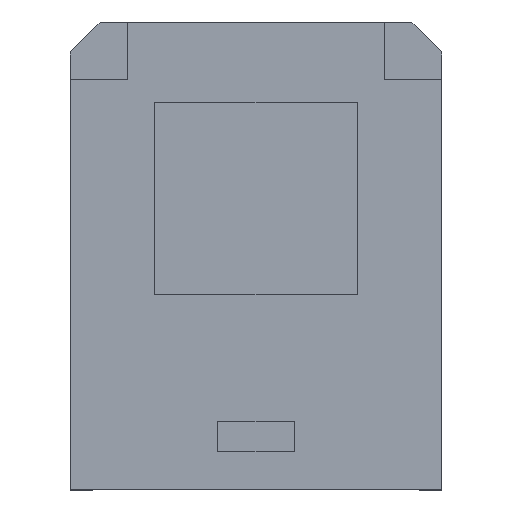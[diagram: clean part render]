
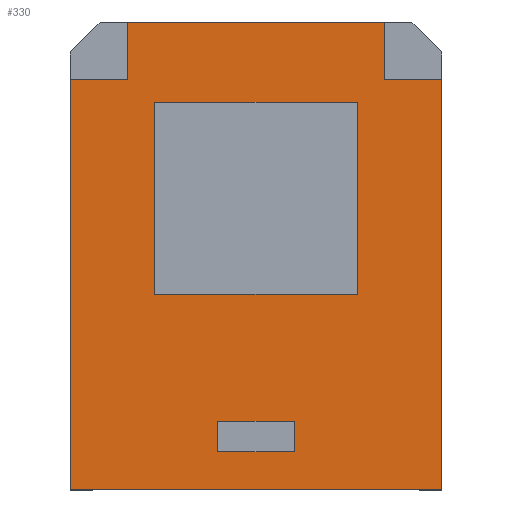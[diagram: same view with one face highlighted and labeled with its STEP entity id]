
A CAD part, top view. The second image highlights one B-rep face of the part: STEP entity #330.
In plain terms, the highlighted planar face has unit normal (0, 0, 1).
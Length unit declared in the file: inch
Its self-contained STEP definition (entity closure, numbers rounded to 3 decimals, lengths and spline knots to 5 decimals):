
#6 = ORIENTED_EDGE ( 'NONE', *, *, #515, .F. ) ;
#14 = CARTESIAN_POINT ( 'NONE',  ( -0.33268, -0.12598, 0.0125 ) ) ;
#44 = CARTESIAN_POINT ( 'NONE',  ( -0.61024, -0.76772, 0.0125 ) ) ;
#46 = VECTOR ( 'NONE', #903, 39.37008 ) ;
#48 = CARTESIAN_POINT ( 'NONE',  ( 0.33268, -0.12598, 0.0125 ) ) ;
#53 = CARTESIAN_POINT ( 'NONE',  ( -0.42274, 0.76772, 0.0125 ) ) ;
#55 = EDGE_LOOP ( 'NONE', ( #327, #371, #198, #6 ) ) ;
#60 = CARTESIAN_POINT ( 'NONE',  ( -0.33268, 0.50394, 0.0125 ) ) ;
#69 = DIRECTION ( 'NONE',  ( 0., -1., 0. ) ) ;
#78 = CARTESIAN_POINT ( 'NONE',  ( -0.61024, 0.76772, 0.0125 ) ) ;
#85 = VERTEX_POINT ( 'NONE', #1118 ) ;
#98 = EDGE_CURVE ( 'NONE', #545, #1286, #324, .T. ) ;
#99 = PLANE ( 'NONE',  #863 ) ;
#101 = ORIENTED_EDGE ( 'NONE', *, *, #689, .F. ) ;
#102 = CARTESIAN_POINT ( 'NONE',  ( 0.61024, 0.76772, 0.0125 ) ) ;
#110 = DIRECTION ( 'NONE',  ( -1., 0., 0. ) ) ;
#111 = VECTOR ( 'NONE', #647, 39.37008 ) ;
#113 = VECTOR ( 'NONE', #634, 39.37008 ) ;
#120 = VERTEX_POINT ( 'NONE', #53 ) ;
#128 = VERTEX_POINT ( 'NONE', #536 ) ;
#138 = VERTEX_POINT ( 'NONE', #646 ) ;
#143 = CARTESIAN_POINT ( 'NONE',  ( 0.61024, 0.58022, 0.0125 ) ) ;
#149 = EDGE_CURVE ( 'NONE', #504, #163, #638, .T. ) ;
#163 = VERTEX_POINT ( 'NONE', #1044 ) ;
#165 = CARTESIAN_POINT ( 'NONE',  ( 0.42274, 0.76772, 0.0125 ) ) ;
#173 = VECTOR ( 'NONE', #621, 39.37008 ) ;
#179 = LINE ( 'NONE', #78, #235 ) ;
#190 = VECTOR ( 'NONE', #1269, 39.37008 ) ;
#198 = ORIENTED_EDGE ( 'NONE', *, *, #1004, .F. ) ;
#209 = DIRECTION ( 'NONE',  ( 1., 0., 0. ) ) ;
#215 = VECTOR ( 'NONE', #348, 39.37008 ) ;
#227 = CARTESIAN_POINT ( 'NONE',  ( -0.33268, -0.12598, 0.0125 ) ) ;
#235 = VECTOR ( 'NONE', #69, 39.37008 ) ;
#236 = LINE ( 'NONE', #338, #1162 ) ;
#265 = DIRECTION ( 'NONE',  ( 0., -1., 0. ) ) ;
#273 = ORIENTED_EDGE ( 'NONE', *, *, #935, .F. ) ;
#279 = EDGE_CURVE ( 'NONE', #1132, #128, #759, .T. ) ;
#323 = EDGE_LOOP ( 'NONE', ( #273, #1204, #872, #552, #983, #995, #747, #403 ) ) ;
#324 = LINE ( 'NONE', #227, #173 ) ;
#327 = ORIENTED_EDGE ( 'NONE', *, *, #929, .F. ) ;
#330 = ADVANCED_FACE ( 'NONE', ( #828, #720, #997 ), #99, .T. ) ;
#335 = CARTESIAN_POINT ( 'NONE',  ( 0.61024, 0.58022, 0.0125 ) ) ;
#338 = CARTESIAN_POINT ( 'NONE',  ( -0.61024, 0.58022, 0.0125 ) ) ;
#348 = DIRECTION ( 'NONE',  ( 0., 1., 0. ) ) ;
#352 = LINE ( 'NONE', #60, #1125 ) ;
#371 = ORIENTED_EDGE ( 'NONE', *, *, #98, .F. ) ;
#377 = VECTOR ( 'NONE', #1106, 39.37008 ) ;
#384 = CARTESIAN_POINT ( 'NONE',  ( -0.125, -0.54272, 0.0125 ) ) ;
#386 = CARTESIAN_POINT ( 'NONE',  ( -0.125, -0.64272, 0.0125 ) ) ;
#403 = ORIENTED_EDGE ( 'NONE', *, *, #986, .T. ) ;
#417 = CARTESIAN_POINT ( 'NONE',  ( -0.61024, -0.76772, 0.0125 ) ) ;
#426 = VECTOR ( 'NONE', #927, 39.37008 ) ;
#438 = LINE ( 'NONE', #335, #111 ) ;
#463 = VECTOR ( 'NONE', #265, 39.37008 ) ;
#485 = CARTESIAN_POINT ( 'NONE',  ( -0.125, -0.54272, 0.0125 ) ) ;
#494 = CARTESIAN_POINT ( 'NONE',  ( 0., 0., 0.0125 ) ) ;
#502 = VECTOR ( 'NONE', #1159, 39.37008 ) ;
#504 = VERTEX_POINT ( 'NONE', #593 ) ;
#508 = LINE ( 'NONE', #485, #377 ) ;
#515 = EDGE_CURVE ( 'NONE', #1219, #85, #1309, .T. ) ;
#517 = EDGE_LOOP ( 'NONE', ( #999, #1222, #1084, #101 ) ) ;
#523 = CARTESIAN_POINT ( 'NONE',  ( -0.125, -0.64272, 0.0125 ) ) ;
#527 = VECTOR ( 'NONE', #812, 39.37008 ) ;
#536 = CARTESIAN_POINT ( 'NONE',  ( -0.125, -0.64272, 0.0125 ) ) ;
#538 = LINE ( 'NONE', #523, #426 ) ;
#545 = VERTEX_POINT ( 'NONE', #14 ) ;
#552 = ORIENTED_EDGE ( 'NONE', *, *, #1304, .F. ) ;
#557 = VERTEX_POINT ( 'NONE', #906 ) ;
#593 = CARTESIAN_POINT ( 'NONE',  ( 0.42274, 0.76772, 0.0125 ) ) ;
#621 = DIRECTION ( 'NONE',  ( 1., 0., 0. ) ) ;
#623 = CARTESIAN_POINT ( 'NONE',  ( 0.33268, 0.50394, 0.0125 ) ) ;
#634 = DIRECTION ( 'NONE',  ( 0., -1., 0. ) ) ;
#635 = CARTESIAN_POINT ( 'NONE',  ( -0.61024, 0.58022, 0.0125 ) ) ;
#638 = LINE ( 'NONE', #165, #113 ) ;
#646 = CARTESIAN_POINT ( 'NONE',  ( 0.61024, -0.76772, 0.0125 ) ) ;
#647 = DIRECTION ( 'NONE',  ( 1., 0., 0. ) ) ;
#689 = EDGE_CURVE ( 'NONE', #557, #1020, #1093, .T. ) ;
#706 = EDGE_CURVE ( 'NONE', #905, #1243, #179, .T. ) ;
#720 = FACE_OUTER_BOUND ( 'NONE', #323, .T. ) ;
#736 = LINE ( 'NONE', #48, #502 ) ;
#747 = ORIENTED_EDGE ( 'NONE', *, *, #1047, .T. ) ;
#759 = LINE ( 'NONE', #386, #463 ) ;
#773 = VERTEX_POINT ( 'NONE', #1000 ) ;
#780 = EDGE_CURVE ( 'NONE', #504, #120, #831, .T. ) ;
#812 = DIRECTION ( 'NONE',  ( -1., 0., 0. ) ) ;
#828 = FACE_BOUND ( 'NONE', #55, .T. ) ;
#831 = LINE ( 'NONE', #102, #1035 ) ;
#853 = CARTESIAN_POINT ( 'NONE',  ( 0.33268, -0.12598, 0.0125 ) ) ;
#863 = AXIS2_PLACEMENT_3D ( 'NONE', #494, #1116, #209 ) ;
#872 = ORIENTED_EDGE ( 'NONE', *, *, #780, .T. ) ;
#876 = VERTEX_POINT ( 'NONE', #143 ) ;
#903 = DIRECTION ( 'NONE',  ( 1., 0., 0. ) ) ;
#905 = VERTEX_POINT ( 'NONE', #635 ) ;
#906 = CARTESIAN_POINT ( 'NONE',  ( 0.125, -0.64272, 0.0125 ) ) ;
#927 = DIRECTION ( 'NONE',  ( 1., 0., 0. ) ) ;
#929 = EDGE_CURVE ( 'NONE', #1286, #1219, #736, .T. ) ;
#930 = VECTOR ( 'NONE', #1193, 39.37008 ) ;
#935 = EDGE_CURVE ( 'NONE', #163, #876, #438, .T. ) ;
#983 = ORIENTED_EDGE ( 'NONE', *, *, #1153, .F. ) ;
#986 = EDGE_CURVE ( 'NONE', #138, #876, #1275, .T. ) ;
#995 = ORIENTED_EDGE ( 'NONE', *, *, #706, .T. ) ;
#996 = CARTESIAN_POINT ( 'NONE',  ( 0.33268, 0.50394, 0.0125 ) ) ;
#997 = FACE_BOUND ( 'NONE', #517, .T. ) ;
#999 = ORIENTED_EDGE ( 'NONE', *, *, #1216, .F. ) ;
#1000 = CARTESIAN_POINT ( 'NONE',  ( -0.42274, 0.58022, 0.0125 ) ) ;
#1004 = EDGE_CURVE ( 'NONE', #85, #545, #352, .T. ) ;
#1020 = VERTEX_POINT ( 'NONE', #1042 ) ;
#1035 = VECTOR ( 'NONE', #110, 39.37008 ) ;
#1040 = DIRECTION ( 'NONE',  ( 0., -1., 0. ) ) ;
#1042 = CARTESIAN_POINT ( 'NONE',  ( 0.125, -0.54272, 0.0125 ) ) ;
#1044 = CARTESIAN_POINT ( 'NONE',  ( 0.42274, 0.58022, 0.0125 ) ) ;
#1047 = EDGE_CURVE ( 'NONE', #1243, #138, #1209, .T. ) ;
#1080 = EDGE_CURVE ( 'NONE', #1020, #1132, #508, .T. ) ;
#1084 = ORIENTED_EDGE ( 'NONE', *, *, #1080, .F. ) ;
#1088 = CARTESIAN_POINT ( 'NONE',  ( 0.125, -0.64272, 0.0125 ) ) ;
#1093 = LINE ( 'NONE', #1088, #930 ) ;
#1106 = DIRECTION ( 'NONE',  ( -1., 0., 0. ) ) ;
#1116 = DIRECTION ( 'NONE',  ( 0., 0., 1. ) ) ;
#1118 = CARTESIAN_POINT ( 'NONE',  ( -0.33268, 0.50394, 0.0125 ) ) ;
#1125 = VECTOR ( 'NONE', #1040, 39.37008 ) ;
#1132 = VERTEX_POINT ( 'NONE', #384 ) ;
#1153 = EDGE_CURVE ( 'NONE', #905, #773, #236, .T. ) ;
#1159 = DIRECTION ( 'NONE',  ( 0., 1., 0. ) ) ;
#1162 = VECTOR ( 'NONE', #1242, 39.37008 ) ;
#1169 = CARTESIAN_POINT ( 'NONE',  ( 0.61024, -0.76772, 0.0125 ) ) ;
#1172 = LINE ( 'NONE', #1283, #190 ) ;
#1193 = DIRECTION ( 'NONE',  ( 0., 1., 0. ) ) ;
#1204 = ORIENTED_EDGE ( 'NONE', *, *, #149, .F. ) ;
#1209 = LINE ( 'NONE', #417, #46 ) ;
#1216 = EDGE_CURVE ( 'NONE', #128, #557, #538, .T. ) ;
#1219 = VERTEX_POINT ( 'NONE', #623 ) ;
#1222 = ORIENTED_EDGE ( 'NONE', *, *, #279, .F. ) ;
#1242 = DIRECTION ( 'NONE',  ( 1., 0., 0. ) ) ;
#1243 = VERTEX_POINT ( 'NONE', #44 ) ;
#1269 = DIRECTION ( 'NONE',  ( 0., 1., 0. ) ) ;
#1275 = LINE ( 'NONE', #1169, #215 ) ;
#1283 = CARTESIAN_POINT ( 'NONE',  ( -0.42274, 0.76772, 0.0125 ) ) ;
#1286 = VERTEX_POINT ( 'NONE', #853 ) ;
#1304 = EDGE_CURVE ( 'NONE', #773, #120, #1172, .T. ) ;
#1309 = LINE ( 'NONE', #996, #527 ) ;
